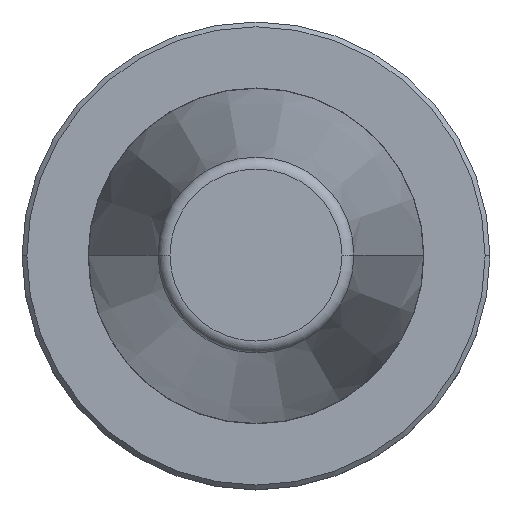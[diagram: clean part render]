
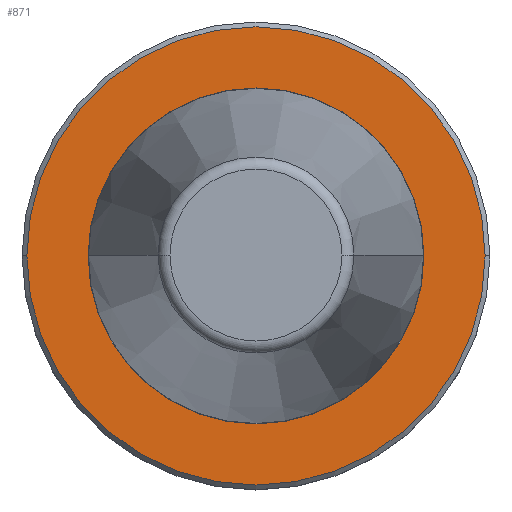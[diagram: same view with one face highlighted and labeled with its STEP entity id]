
A CAD part, top view. The second image highlights one B-rep face of the part: STEP entity #871.
In plain terms, the highlighted planar face has unit normal (0, 0, 1).
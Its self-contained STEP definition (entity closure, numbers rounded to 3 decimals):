
#16 = DIRECTION ( 'NONE',  ( 0., 0., 1. ) ) ;
#25 = CARTESIAN_POINT ( 'NONE',  ( 35., 0., -3.2 ) ) ;
#46 = AXIS2_PLACEMENT_3D ( 'NONE', #277, #265, #418 ) ;
#77 = AXIS2_PLACEMENT_3D ( 'NONE', #466, #80, #459 ) ;
#80 = DIRECTION ( 'NONE',  ( 0., 0., 1. ) ) ;
#139 = DIRECTION ( 'NONE',  ( 1., 0., 0. ) ) ;
#145 = FACE_OUTER_BOUND ( 'NONE', #722, .T. ) ;
#180 = VERTEX_POINT ( 'NONE', #687 ) ;
#200 = CIRCLE ( 'NONE', #438, 47.75 ) ;
#223 = CARTESIAN_POINT ( 'NONE',  ( 0., 0., -3.2 ) ) ;
#242 = AXIS2_PLACEMENT_3D ( 'NONE', #343, #16, #255 ) ;
#255 = DIRECTION ( 'NONE',  ( 1., 0., 0. ) ) ;
#265 = DIRECTION ( 'NONE',  ( 0., 0., 1. ) ) ;
#277 = CARTESIAN_POINT ( 'NONE',  ( 0., 0., -3.2 ) ) ;
#283 = CARTESIAN_POINT ( 'NONE',  ( 47.75, 0., -3.2 ) ) ;
#285 = EDGE_CURVE ( 'NONE', #597, #827, #200, .T. ) ;
#339 = EDGE_LOOP ( 'NONE', ( #352, #927 ) ) ;
#343 = CARTESIAN_POINT ( 'NONE',  ( 0., 0., -3.2 ) ) ;
#352 = ORIENTED_EDGE ( 'NONE', *, *, #678, .F. ) ;
#402 = EDGE_CURVE ( 'NONE', #827, #597, #735, .T. ) ;
#418 = DIRECTION ( 'NONE',  ( 1., 0., 0. ) ) ;
#438 = AXIS2_PLACEMENT_3D ( 'NONE', #223, #676, #139 ) ;
#447 = DIRECTION ( 'NONE',  ( -1., 0., 0. ) ) ;
#459 = DIRECTION ( 'NONE',  ( 1., 0., 0. ) ) ;
#466 = CARTESIAN_POINT ( 'NONE',  ( 0., 0., -3.2 ) ) ;
#469 = CARTESIAN_POINT ( 'NONE',  ( -47.75, 0., -3.2 ) ) ;
#479 = CIRCLE ( 'NONE', #46, 35. ) ;
#483 = CARTESIAN_POINT ( 'NONE',  ( 0., 47.75, -3.2 ) ) ;
#516 = DIRECTION ( 'NONE',  ( 0., 0., -1. ) ) ;
#536 = FACE_BOUND ( 'NONE', #339, .T. ) ;
#573 = ORIENTED_EDGE ( 'NONE', *, *, #285, .T. ) ;
#597 = VERTEX_POINT ( 'NONE', #469 ) ;
#628 = AXIS2_PLACEMENT_3D ( 'NONE', #483, #516, #447 ) ;
#639 = EDGE_CURVE ( 'NONE', #180, #710, #913, .T. ) ;
#676 = DIRECTION ( 'NONE',  ( 0., 0., 1. ) ) ;
#678 = EDGE_CURVE ( 'NONE', #710, #180, #479, .T. ) ;
#687 = CARTESIAN_POINT ( 'NONE',  ( -35., 0., -3.2 ) ) ;
#698 = PLANE ( 'NONE',  #628 ) ;
#710 = VERTEX_POINT ( 'NONE', #25 ) ;
#722 = EDGE_LOOP ( 'NONE', ( #573, #768 ) ) ;
#735 = CIRCLE ( 'NONE', #242, 47.75 ) ;
#768 = ORIENTED_EDGE ( 'NONE', *, *, #402, .T. ) ;
#827 = VERTEX_POINT ( 'NONE', #283 ) ;
#871 = ADVANCED_FACE ( 'NONE', ( #536, #145 ), #698, .F. ) ;
#913 = CIRCLE ( 'NONE', #77, 35. ) ;
#927 = ORIENTED_EDGE ( 'NONE', *, *, #639, .F. ) ;
